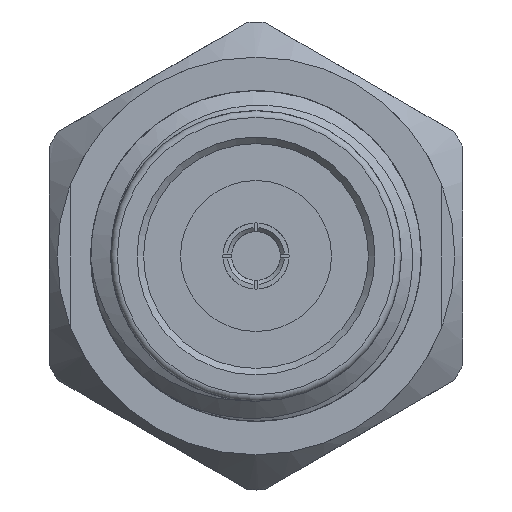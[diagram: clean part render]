
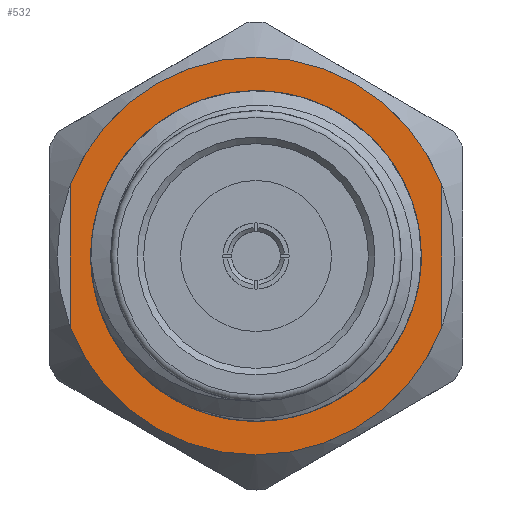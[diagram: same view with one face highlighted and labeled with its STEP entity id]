
A CAD part, front view. The second image highlights one B-rep face of the part: STEP entity #532.
In plain terms, the highlighted planar face has unit normal (0, -1, 0).
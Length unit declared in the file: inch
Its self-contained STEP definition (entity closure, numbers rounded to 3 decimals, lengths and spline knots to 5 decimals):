
#90 = AXIS2_PLACEMENT_3D ( 'NONE', #3914, #117, #3478 ) ;
#91 = VERTEX_POINT ( 'NONE', #3178 ) ;
#117 = DIRECTION ( 'NONE',  ( 0., -1., 0. ) ) ;
#335 = EDGE_CURVE ( 'NONE', #1065, #1065, #2711, .T. ) ;
#365 = FACE_OUTER_BOUND ( 'NONE', #4190, .T. ) ;
#386 = EDGE_CURVE ( 'NONE', #648, #733, #4161, .T. ) ;
#532 = ADVANCED_FACE ( 'NONE', ( #2885, #365 ), #3336, .T. ) ;
#648 = VERTEX_POINT ( 'NONE', #3567 ) ;
#733 = VERTEX_POINT ( 'NONE', #1493 ) ;
#1014 = CARTESIAN_POINT ( 'NONE',  ( 0., -0.06046, -0.10989 ) ) ;
#1025 = CARTESIAN_POINT ( 'NONE',  ( 0.1405, -0.06046, -0.05373 ) ) ;
#1065 = VERTEX_POINT ( 'NONE', #1014 ) ;
#1187 = CARTESIAN_POINT ( 'NONE',  ( 0., -0.06046, 0. ) ) ;
#1265 = ORIENTED_EDGE ( 'NONE', *, *, #335, .F. ) ;
#1313 = EDGE_CURVE ( 'NONE', #91, #648, #1930, .T. ) ;
#1414 = CIRCLE ( 'NONE', #5397, 0.15042 ) ;
#1493 = CARTESIAN_POINT ( 'NONE',  ( -0.1405, -0.06046, -0.05373 ) ) ;
#1528 = EDGE_CURVE ( 'NONE', #733, #4819, #1414, .T. ) ;
#1672 = EDGE_CURVE ( 'NONE', #4819, #91, #4155, .T. ) ;
#1930 = CIRCLE ( 'NONE', #90, 0.15042 ) ;
#1961 = CARTESIAN_POINT ( 'NONE',  ( 0., -0.06046, 0. ) ) ;
#2014 = DIRECTION ( 'NONE',  ( 0., 0., -1. ) ) ;
#2387 = ORIENTED_EDGE ( 'NONE', *, *, #1528, .T. ) ;
#2468 = DIRECTION ( 'NONE',  ( 0., 0., -1. ) ) ;
#2711 = CIRCLE ( 'NONE', #4389, 0.10989 ) ;
#2867 = AXIS2_PLACEMENT_3D ( 'NONE', #5024, #2915, #4610 ) ;
#2885 = FACE_BOUND ( 'NONE', #4763, .T. ) ;
#2913 = DIRECTION ( 'NONE',  ( 0., -1., 0. ) ) ;
#2915 = DIRECTION ( 'NONE',  ( 0., -1., 0. ) ) ;
#3178 = CARTESIAN_POINT ( 'NONE',  ( 0.1405, -0.06046, 0.05373 ) ) ;
#3221 = ORIENTED_EDGE ( 'NONE', *, *, #386, .T. ) ;
#3281 = VECTOR ( 'NONE', #4685, 39.37008 ) ;
#3336 = PLANE ( 'NONE',  #2867 ) ;
#3383 = CARTESIAN_POINT ( 'NONE',  ( 0.1405, -0.06046, -0.05373 ) ) ;
#3478 = DIRECTION ( 'NONE',  ( 0., 0., -1. ) ) ;
#3567 = CARTESIAN_POINT ( 'NONE',  ( -0.1405, -0.06046, 0.05373 ) ) ;
#3675 = VECTOR ( 'NONE', #2014, 39.37008 ) ;
#3750 = CARTESIAN_POINT ( 'NONE',  ( -0.1405, -0.06046, 0.05373 ) ) ;
#3914 = CARTESIAN_POINT ( 'NONE',  ( 0., -0.06046, 0. ) ) ;
#4137 = ORIENTED_EDGE ( 'NONE', *, *, #1672, .T. ) ;
#4155 = LINE ( 'NONE', #3383, #3281 ) ;
#4161 = LINE ( 'NONE', #3750, #3675 ) ;
#4190 = EDGE_LOOP ( 'NONE', ( #2387, #4137, #4870, #3221 ) ) ;
#4389 = AXIS2_PLACEMENT_3D ( 'NONE', #1961, #2913, #2468 ) ;
#4610 = DIRECTION ( 'NONE',  ( 0., 0., -1. ) ) ;
#4685 = DIRECTION ( 'NONE',  ( 0., 0., 1. ) ) ;
#4763 = EDGE_LOOP ( 'NONE', ( #1265 ) ) ;
#4819 = VERTEX_POINT ( 'NONE', #1025 ) ;
#4870 = ORIENTED_EDGE ( 'NONE', *, *, #1313, .T. ) ;
#4912 = DIRECTION ( 'NONE',  ( 0., -1., 0. ) ) ;
#5024 = CARTESIAN_POINT ( 'NONE',  ( 0., -0.06046, 0. ) ) ;
#5351 = DIRECTION ( 'NONE',  ( 0., 0., -1. ) ) ;
#5397 = AXIS2_PLACEMENT_3D ( 'NONE', #1187, #4912, #5351 ) ;
